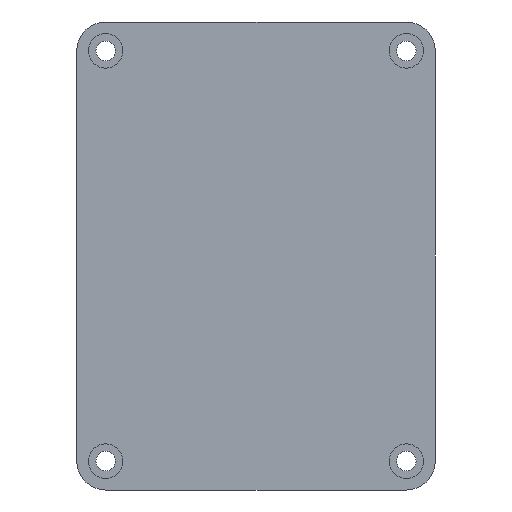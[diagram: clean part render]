
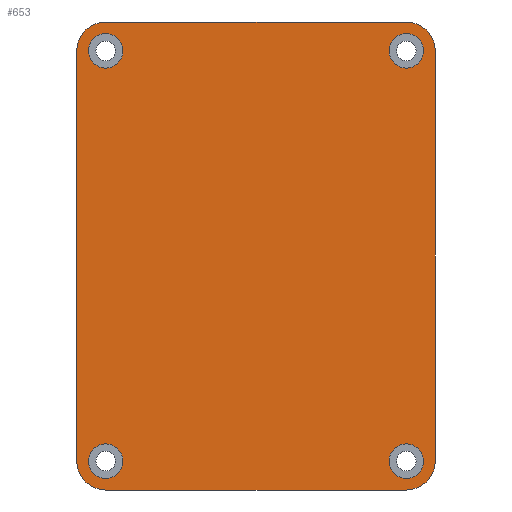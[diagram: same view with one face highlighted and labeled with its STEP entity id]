
A CAD part, front view. The second image highlights one B-rep face of the part: STEP entity #653.
In plain terms, the highlighted planar face has unit normal (0, -1, 0).
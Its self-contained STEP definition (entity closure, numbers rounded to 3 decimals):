
#26=FACE_BOUND('',#131,.T.);
#27=FACE_BOUND('',#132,.T.);
#28=FACE_BOUND('',#133,.T.);
#29=FACE_BOUND('',#134,.T.);
#51=PLANE('',#734);
#85=FACE_OUTER_BOUND('',#130,.T.);
#130=EDGE_LOOP('',(#572,#573,#574,#575,#576,#577,#578,#579));
#131=EDGE_LOOP('',(#580));
#132=EDGE_LOOP('',(#581));
#133=EDGE_LOOP('',(#582));
#134=EDGE_LOOP('',(#583));
#169=LINE('',#1018,#224);
#182=LINE('',#1061,#237);
#185=LINE('',#1070,#240);
#197=LINE('',#1112,#252);
#224=VECTOR('',#814,10.);
#237=VECTOR('',#855,10.);
#240=VECTOR('',#864,10.);
#252=VECTOR('',#916,10.);
#273=CIRCLE('',#707,5.);
#274=CIRCLE('',#709,5.);
#275=CIRCLE('',#712,5.);
#276=CIRCLE('',#715,5.);
#277=CIRCLE('',#721,3.);
#279=CIRCLE('',#724,3.);
#281=CIRCLE('',#727,3.);
#283=CIRCLE('',#730,3.);
#312=VERTEX_POINT('',#1015);
#313=VERTEX_POINT('',#1017);
#327=VERTEX_POINT('',#1051);
#328=VERTEX_POINT('',#1055);
#329=VERTEX_POINT('',#1059);
#330=VERTEX_POINT('',#1063);
#331=VERTEX_POINT('',#1065);
#332=VERTEX_POINT('',#1069);
#335=VERTEX_POINT('',#1087);
#337=VERTEX_POINT('',#1093);
#339=VERTEX_POINT('',#1099);
#341=VERTEX_POINT('',#1105);
#377=EDGE_CURVE('',#312,#313,#169,.T.);
#395=EDGE_CURVE('',#313,#327,#273,.T.);
#398=EDGE_CURVE('',#328,#312,#274,.T.);
#400=EDGE_CURVE('',#329,#328,#182,.T.);
#402=EDGE_CURVE('',#330,#331,#275,.T.);
#404=EDGE_CURVE('',#331,#332,#185,.T.);
#406=EDGE_CURVE('',#332,#329,#276,.T.);
#413=EDGE_CURVE('',#335,#335,#277,.T.);
#416=EDGE_CURVE('',#337,#337,#279,.T.);
#419=EDGE_CURVE('',#339,#339,#281,.T.);
#422=EDGE_CURVE('',#341,#341,#283,.T.);
#425=EDGE_CURVE('',#327,#330,#197,.T.);
#572=ORIENTED_EDGE('',*,*,#395,.F.);
#573=ORIENTED_EDGE('',*,*,#377,.F.);
#574=ORIENTED_EDGE('',*,*,#398,.F.);
#575=ORIENTED_EDGE('',*,*,#400,.F.);
#576=ORIENTED_EDGE('',*,*,#406,.F.);
#577=ORIENTED_EDGE('',*,*,#404,.F.);
#578=ORIENTED_EDGE('',*,*,#402,.F.);
#579=ORIENTED_EDGE('',*,*,#425,.F.);
#580=ORIENTED_EDGE('',*,*,#422,.F.);
#581=ORIENTED_EDGE('',*,*,#416,.F.);
#582=ORIENTED_EDGE('',*,*,#413,.F.);
#583=ORIENTED_EDGE('',*,*,#419,.F.);
#653=ADVANCED_FACE('',(#85,#26,#27,#28,#29),#51,.F.);
#707=AXIS2_PLACEMENT_3D('',#1052,#844,#845);
#709=AXIS2_PLACEMENT_3D('',#1057,#850,#851);
#712=AXIS2_PLACEMENT_3D('',#1066,#859,#860);
#715=AXIS2_PLACEMENT_3D('',#1073,#868,#869);
#721=AXIS2_PLACEMENT_3D('',#1088,#886,#887);
#724=AXIS2_PLACEMENT_3D('',#1094,#893,#894);
#727=AXIS2_PLACEMENT_3D('',#1100,#900,#901);
#730=AXIS2_PLACEMENT_3D('',#1106,#907,#908);
#734=AXIS2_PLACEMENT_3D('',#1113,#917,#918);
#814=DIRECTION('',(0.,0.,1.));
#844=DIRECTION('center_axis',(0.,1.,0.));
#845=DIRECTION('ref_axis',(-0.707,0.,0.707));
#850=DIRECTION('center_axis',(0.,1.,0.));
#851=DIRECTION('ref_axis',(-0.707,0.,-0.707));
#855=DIRECTION('',(-1.,0.,0.));
#859=DIRECTION('center_axis',(0.,1.,0.));
#860=DIRECTION('ref_axis',(0.707,0.,0.707));
#864=DIRECTION('',(0.,0.,-1.));
#868=DIRECTION('center_axis',(0.,1.,0.));
#869=DIRECTION('ref_axis',(0.707,0.,-0.707));
#886=DIRECTION('center_axis',(0.,-1.,0.));
#887=DIRECTION('ref_axis',(1.,0.,0.));
#893=DIRECTION('center_axis',(0.,-1.,0.));
#894=DIRECTION('ref_axis',(1.,0.,0.));
#900=DIRECTION('center_axis',(0.,-1.,0.));
#901=DIRECTION('ref_axis',(1.,0.,0.));
#907=DIRECTION('center_axis',(0.,-1.,0.));
#908=DIRECTION('ref_axis',(1.,0.,0.));
#916=DIRECTION('',(1.,0.,0.));
#917=DIRECTION('center_axis',(0.,1.,0.));
#918=DIRECTION('ref_axis',(1.,0.,0.));
#1015=CARTESIAN_POINT('',(-10.18,0.,-76.98));
#1017=CARTESIAN_POINT('',(-10.18,0.,-5.88));
#1018=CARTESIAN_POINT('',(-10.18,0.,-81.98));
#1051=CARTESIAN_POINT('',(-5.18,0.,-0.88));
#1052=CARTESIAN_POINT('Origin',(-5.18,0.,-5.88));
#1055=CARTESIAN_POINT('',(-5.18,0.,-81.98));
#1057=CARTESIAN_POINT('Origin',(-5.18,0.,-76.98));
#1059=CARTESIAN_POINT('',(46.92,0.,-81.98));
#1061=CARTESIAN_POINT('',(51.92,0.,-81.98));
#1063=CARTESIAN_POINT('',(46.92,0.,-0.88));
#1065=CARTESIAN_POINT('',(51.92,0.,-5.88));
#1066=CARTESIAN_POINT('Origin',(46.92,0.,-5.88));
#1069=CARTESIAN_POINT('',(51.92,0.,-76.98));
#1070=CARTESIAN_POINT('',(51.92,0.,-0.88));
#1073=CARTESIAN_POINT('Origin',(46.92,0.,-76.98));
#1087=CARTESIAN_POINT('',(43.92,0.,-5.88));
#1088=CARTESIAN_POINT('Origin',(46.92,0.,-5.88));
#1093=CARTESIAN_POINT('',(-8.18,0.,-5.88));
#1094=CARTESIAN_POINT('Origin',(-5.18,0.,-5.88));
#1099=CARTESIAN_POINT('',(-8.18,0.,-76.98));
#1100=CARTESIAN_POINT('Origin',(-5.18,0.,-76.98));
#1105=CARTESIAN_POINT('',(43.92,0.,-76.98));
#1106=CARTESIAN_POINT('Origin',(46.92,0.,-76.98));
#1112=CARTESIAN_POINT('',(-10.18,0.,-0.88));
#1113=CARTESIAN_POINT('Origin',(20.87,0.,-41.43));
